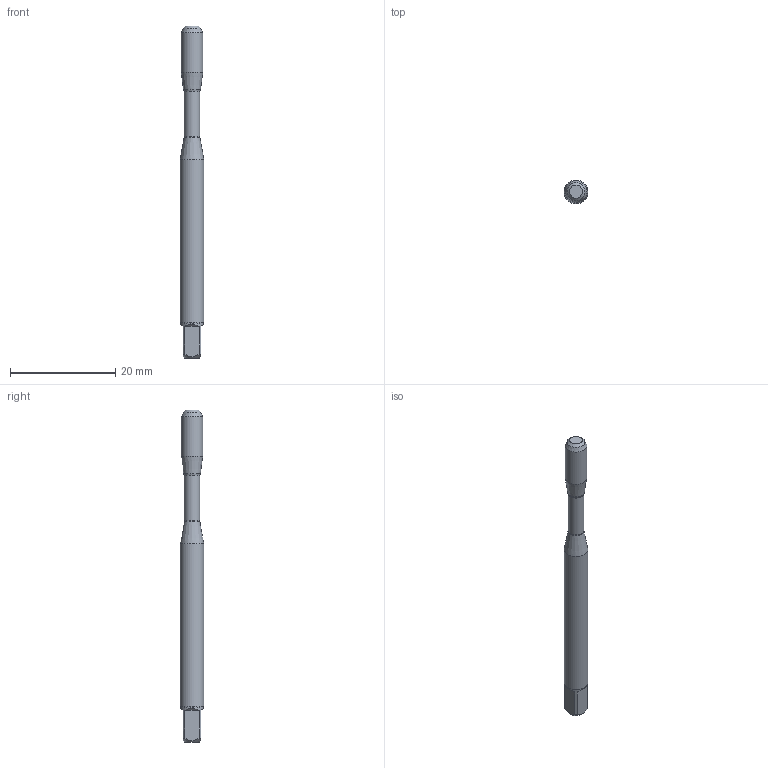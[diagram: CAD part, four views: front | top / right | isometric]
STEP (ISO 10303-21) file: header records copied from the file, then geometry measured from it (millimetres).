
FILE_DESCRIPTION(/* description */ (''),/* implementation_level */ '2;1');
FILE_NAME(/* name */ 'D607_20230210_093607_TB_1.STP',/* time_stamp */ '2023-02-10T09:37:32+01:00',/* author */ (''),/* organization */ ('SMS'),/* preprocessor_version */ 'ST-DEVELOPER v16.7',/* originating_system */ 'SIEMENS PLM Software NX 12.0',/* authorisation */ '');
FILE_SCHEMA (('AUTOMOTIVE_DESIGN { 1 0 10303 214 3 1 1 1 }'));
Length unit declared in the file: millimetre
Products named in the file (1): D607_20230210_093607_TB_1
Bounding box: 4.5 x 4.5 x 63.1 mm (x, y, z)
Volume: 826.6 mm3; surface area: 825.8 mm2
Topology: 1 solids, 1 shells, 23 faces, 107 edges, 144 vertices
Faces by surface type: plane 10, cone 7, cylinder 4, torus 2
Full cylindrical faces by diameter (mm): 2.97 x1, 4.115 x1, 4.32 x1, 4.5 x1
Entity records: 1092 total; most frequent: CARTESIAN_POINT 168, DIRECTION 152, ORIENTED_EDGE 74, LINE 62, VECTOR 62, STYLED_ITEM 59, PRESENTATION_STYLE_ASSIGNMENT 59, CURVE_STYLE 50
